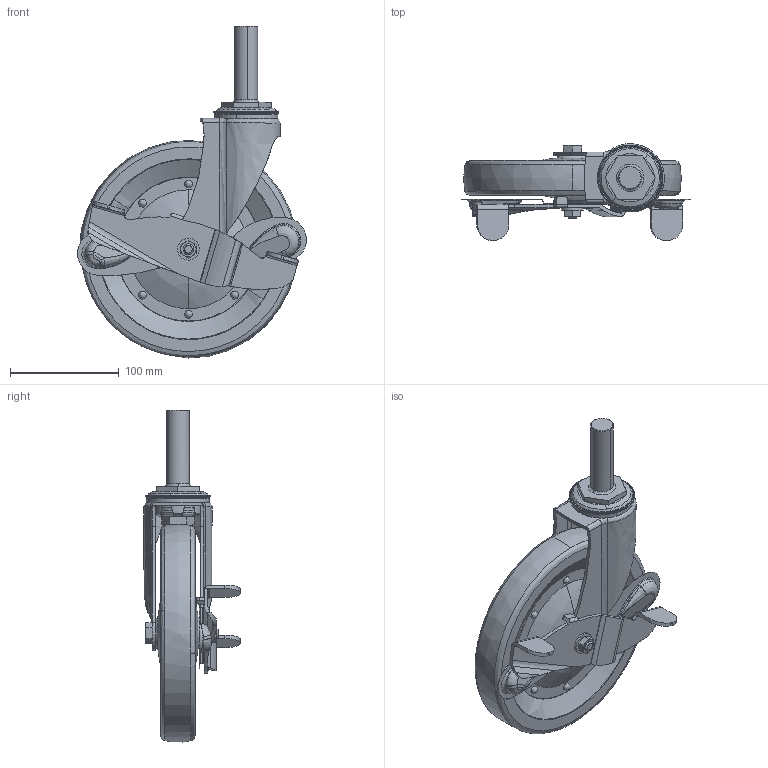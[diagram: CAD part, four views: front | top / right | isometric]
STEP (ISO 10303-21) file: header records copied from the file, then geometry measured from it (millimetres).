
FILE_DESCRIPTION((''),'2;1');
FILE_NAME('','2009-03-19T14:57:29',(''),(''),'','CADfix','');
FILE_SCHEMA(('AUTOMOTIVE_DESIGN { 1 0 10303 214 1 1 1 1 }'));
Length unit declared in the file: millimetre
Bounding box: 210.15 x 88.55 x 304.86 mm (x, y, z)
Volume: 962230.2 mm3; surface area: 184076.4 mm2
Topology: 6 solids, 6 shells, 540 faces, 1533 edges, 1044 vertices
Faces by surface type: bspline 540
Entity records: 29392 total; most frequent: CARTESIAN_POINT 20915, ORIENTED_EDGE 3066, EDGE_CURVE 1533, VERTEX_POINT 1044, EDGE_LOOP 591, FACE_OUTER_BOUND 540, ADVANCED_FACE 540, QUASI_UNIFORM_CURVE 460
